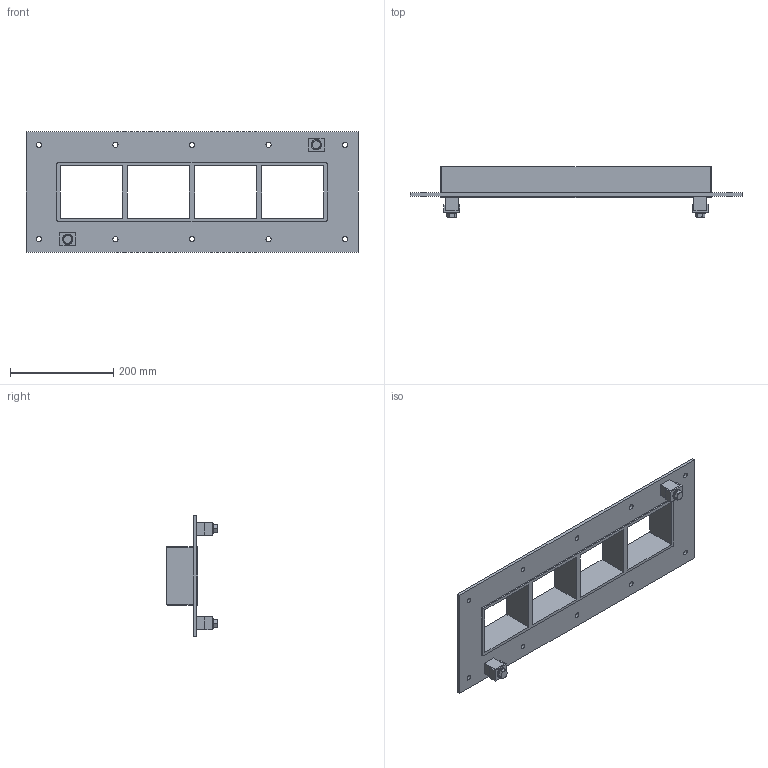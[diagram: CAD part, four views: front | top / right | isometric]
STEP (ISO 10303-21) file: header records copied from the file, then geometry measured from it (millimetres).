
FILE_DESCRIPTION((''),'2;1');
FILE_NAME('GHBG2X4.stp','2014-03-11T21:15:05',(''),(''),'Autodesk Inventor 2013','Autodesk Inventor 2013','');
FILE_SCHEMA(('AUTOMOTIVE_DESIGN { 1 0 10303 214 1 1 1 1 }'));
Length unit declared in the file: millimetre
Products named in the file (1): roxtec GH_BG
Bounding box: 644 x 97.91 x 233 mm (x, y, z)
Volume: 1219657.1 mm3; surface area: 407984.4 mm2
Topology: 9 solids, 9 shells, 129 faces, 324 edges, 219 vertices
Faces by surface type: plane 88, cylinder 31, cone 10
Full cylindrical faces by diameter (mm): 8.376 x2, 10 x12, 11 x4, 14.75 x2, 20 x2
Entity records: 3671 total; most frequent: CARTESIAN_POINT 649, DIRECTION 591, ORIENTED_EDGE 562, EDGE_CURVE 281, VERTEX_POINT 202, AXIS2_PLACEMENT_3D 198, EDGE_LOOP 197, VECTOR 195
